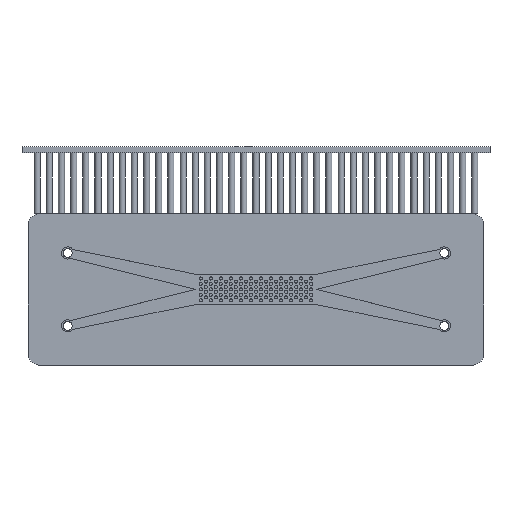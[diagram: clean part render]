
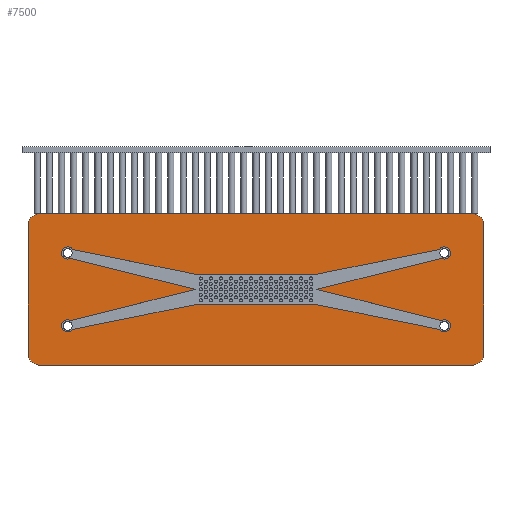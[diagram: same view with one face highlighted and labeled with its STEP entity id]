
A CAD part, top view. The second image highlights one B-rep face of the part: STEP entity #7500.
In plain terms, the highlighted planar face has unit normal (0, 0, 1).
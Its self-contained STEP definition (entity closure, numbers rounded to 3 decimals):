
#676=FACE_BOUND('',#2142,.T.);
#752=CIRCLE('',#7645,2.);
#761=CIRCLE('',#7657,2.);
#762=CIRCLE('',#7660,2.);
#763=CIRCLE('',#7663,2.);
#972=CIRCLE('',#8166,1.);
#974=CIRCLE('',#8171,1.);
#976=CIRCLE('',#8177,1.);
#978=CIRCLE('',#8182,1.);
#1472=FACE_OUTER_BOUND('',#2141,.T.);
#2141=EDGE_LOOP('',(#6797,#6798,#6799,#6800,#6801,#6802,#6803,#6804));
#2142=EDGE_LOOP('',(#6805,#6806,#6807,#6808,#6809,#6810,#6811,#6812,#6813,
#6814,#6815,#6816,#6817,#6818));
#2198=LINE('',#10426,#2702);
#2269=LINE('',#10904,#2773);
#2272=LINE('',#10912,#2776);
#2274=LINE('',#10918,#2778);
#2605=LINE('',#13276,#3109);
#2610=LINE('',#13290,#3114);
#2613=LINE('',#13296,#3117);
#2617=LINE('',#13308,#3121);
#2620=LINE('',#13314,#3124);
#2623=LINE('',#13320,#3127);
#2627=LINE('',#13332,#3131);
#2630=LINE('',#13338,#3134);
#2634=LINE('',#13350,#3138);
#2637=LINE('',#13355,#3141);
#2702=VECTOR('',#8538,10.);
#2773=VECTOR('',#8631,10.);
#2776=VECTOR('',#8640,10.);
#2778=VECTOR('',#8648,10.);
#3109=VECTOR('',#9979,10.);
#3114=VECTOR('',#9992,10.);
#3117=VECTOR('',#9997,10.);
#3121=VECTOR('',#10009,10.);
#3124=VECTOR('',#10014,10.);
#3127=VECTOR('',#10019,10.);
#3131=VECTOR('',#10031,10.);
#3134=VECTOR('',#10036,10.);
#3138=VECTOR('',#10048,10.);
#3141=VECTOR('',#10053,10.);
#3234=VERTEX_POINT('',#10411);
#3235=VERTEX_POINT('',#10412);
#3239=VERTEX_POINT('',#10424);
#3378=VERTEX_POINT('',#10898);
#3379=VERTEX_POINT('',#10902);
#3380=VERTEX_POINT('',#10906);
#3381=VERTEX_POINT('',#10910);
#3382=VERTEX_POINT('',#10914);
#3772=VERTEX_POINT('',#13274);
#3773=VERTEX_POINT('',#13275);
#3776=VERTEX_POINT('',#13283);
#3778=VERTEX_POINT('',#13289);
#3780=VERTEX_POINT('',#13295);
#3782=VERTEX_POINT('',#13301);
#3784=VERTEX_POINT('',#13307);
#3786=VERTEX_POINT('',#13313);
#3788=VERTEX_POINT('',#13319);
#3790=VERTEX_POINT('',#13325);
#3792=VERTEX_POINT('',#13331);
#3794=VERTEX_POINT('',#13337);
#3796=VERTEX_POINT('',#13343);
#3798=VERTEX_POINT('',#13349);
#3940=EDGE_CURVE('',#3234,#3235,#752,.T.);
#3948=EDGE_CURVE('',#3234,#3239,#2198,.T.);
#4088=EDGE_CURVE('',#3378,#3239,#761,.T.);
#4091=EDGE_CURVE('',#3378,#3379,#2269,.T.);
#4092=EDGE_CURVE('',#3380,#3379,#762,.T.);
#4095=EDGE_CURVE('',#3380,#3381,#2272,.T.);
#4096=EDGE_CURVE('',#3382,#3381,#763,.T.);
#4098=EDGE_CURVE('',#3382,#3235,#2274,.T.);
#4747=EDGE_CURVE('',#3772,#3773,#2605,.T.);
#4751=EDGE_CURVE('',#3776,#3772,#972,.T.);
#4754=EDGE_CURVE('',#3778,#3776,#2610,.T.);
#4757=EDGE_CURVE('',#3780,#3778,#2613,.T.);
#4760=EDGE_CURVE('',#3782,#3780,#974,.T.);
#4763=EDGE_CURVE('',#3784,#3782,#2617,.T.);
#4766=EDGE_CURVE('',#3786,#3784,#2620,.T.);
#4769=EDGE_CURVE('',#3788,#3786,#2623,.T.);
#4772=EDGE_CURVE('',#3790,#3788,#976,.T.);
#4775=EDGE_CURVE('',#3792,#3790,#2627,.T.);
#4778=EDGE_CURVE('',#3794,#3792,#2630,.T.);
#4781=EDGE_CURVE('',#3796,#3794,#978,.T.);
#4784=EDGE_CURVE('',#3798,#3796,#2634,.T.);
#4787=EDGE_CURVE('',#3773,#3798,#2637,.T.);
#6797=ORIENTED_EDGE('',*,*,#3940,.F.);
#6798=ORIENTED_EDGE('',*,*,#3948,.T.);
#6799=ORIENTED_EDGE('',*,*,#4088,.F.);
#6800=ORIENTED_EDGE('',*,*,#4091,.T.);
#6801=ORIENTED_EDGE('',*,*,#4092,.F.);
#6802=ORIENTED_EDGE('',*,*,#4095,.T.);
#6803=ORIENTED_EDGE('',*,*,#4096,.F.);
#6804=ORIENTED_EDGE('',*,*,#4098,.T.);
#6805=ORIENTED_EDGE('',*,*,#4747,.T.);
#6806=ORIENTED_EDGE('',*,*,#4787,.T.);
#6807=ORIENTED_EDGE('',*,*,#4784,.T.);
#6808=ORIENTED_EDGE('',*,*,#4781,.T.);
#6809=ORIENTED_EDGE('',*,*,#4778,.T.);
#6810=ORIENTED_EDGE('',*,*,#4775,.T.);
#6811=ORIENTED_EDGE('',*,*,#4772,.T.);
#6812=ORIENTED_EDGE('',*,*,#4769,.T.);
#6813=ORIENTED_EDGE('',*,*,#4766,.T.);
#6814=ORIENTED_EDGE('',*,*,#4763,.T.);
#6815=ORIENTED_EDGE('',*,*,#4760,.T.);
#6816=ORIENTED_EDGE('',*,*,#4757,.T.);
#6817=ORIENTED_EDGE('',*,*,#4754,.T.);
#6818=ORIENTED_EDGE('',*,*,#4751,.T.);
#7035=PLANE('',#8224);
#7500=ADVANCED_FACE('',(#1472,#676),#7035,.T.);
#7645=AXIS2_PLACEMENT_3D('',#10413,#8526,#8527);
#7657=AXIS2_PLACEMENT_3D('',#10899,#8625,#8626);
#7660=AXIS2_PLACEMENT_3D('',#10907,#8634,#8635);
#7663=AXIS2_PLACEMENT_3D('',#10915,#8643,#8644);
#8166=AXIS2_PLACEMENT_3D('',#13284,#9985,#9986);
#8171=AXIS2_PLACEMENT_3D('',#13302,#10002,#10003);
#8177=AXIS2_PLACEMENT_3D('',#13326,#10024,#10025);
#8182=AXIS2_PLACEMENT_3D('',#13344,#10041,#10042);
#8224=AXIS2_PLACEMENT_3D('',#13419,#10139,#10140);
#8526=DIRECTION('center_axis',(0.,0.,-1.));
#8527=DIRECTION('ref_axis',(0.707,0.707,0.));
#8538=DIRECTION('',(-1.,0.,0.));
#8625=DIRECTION('center_axis',(0.,0.,-1.));
#8626=DIRECTION('ref_axis',(-0.707,0.707,0.));
#8631=DIRECTION('',(0.,-1.,0.));
#8634=DIRECTION('center_axis',(0.,0.,-1.));
#8635=DIRECTION('ref_axis',(-0.707,-0.707,0.));
#8640=DIRECTION('',(1.,0.,0.));
#8643=DIRECTION('center_axis',(0.,0.,-1.));
#8644=DIRECTION('ref_axis',(0.707,-0.707,0.));
#8648=DIRECTION('',(0.,1.,0.));
#9979=DIRECTION('',(0.98,-0.198,0.));
#9985=DIRECTION('center_axis',(0.,0.,-1.));
#9986=DIRECTION('ref_axis',(1.,0.,0.));
#9992=DIRECTION('',(-0.97,0.243,0.));
#9997=DIRECTION('',(0.97,0.243,0.));
#10002=DIRECTION('center_axis',(0.,0.,-1.));
#10003=DIRECTION('ref_axis',(1.,0.,0.));
#10009=DIRECTION('',(-0.98,-0.198,0.));
#10014=DIRECTION('',(-1.,0.,0.));
#10019=DIRECTION('',(-0.98,0.198,0.));
#10024=DIRECTION('center_axis',(0.,0.,-1.));
#10025=DIRECTION('ref_axis',(1.,0.,0.));
#10031=DIRECTION('',(0.97,-0.243,0.));
#10036=DIRECTION('',(-0.97,-0.243,0.));
#10041=DIRECTION('center_axis',(0.,0.,-1.));
#10042=DIRECTION('ref_axis',(1.,0.,0.));
#10048=DIRECTION('',(0.98,0.198,0.));
#10053=DIRECTION('',(1.,0.,0.));
#10139=DIRECTION('center_axis',(0.,0.,1.));
#10140=DIRECTION('ref_axis',(1.,0.,0.));
#10411=CARTESIAN_POINT('',(35.5,12.5,1.5));
#10412=CARTESIAN_POINT('',(37.5,10.5,1.5));
#10413=CARTESIAN_POINT('Origin',(35.5,10.5,1.5));
#10424=CARTESIAN_POINT('',(-35.5,12.5,1.5));
#10426=CARTESIAN_POINT('',(37.5,12.5,1.5));
#10898=CARTESIAN_POINT('',(-37.5,10.5,1.5));
#10899=CARTESIAN_POINT('Origin',(-35.5,10.5,1.5));
#10902=CARTESIAN_POINT('',(-37.5,-10.5,1.5));
#10904=CARTESIAN_POINT('',(-37.5,12.5,1.5));
#10906=CARTESIAN_POINT('',(-35.5,-12.5,1.5));
#10907=CARTESIAN_POINT('Origin',(-35.5,-10.5,1.5));
#10910=CARTESIAN_POINT('',(35.5,-12.5,1.5));
#10912=CARTESIAN_POINT('',(-37.5,-12.5,1.5));
#10914=CARTESIAN_POINT('',(37.5,-10.5,1.5));
#10915=CARTESIAN_POINT('Origin',(35.5,-10.5,1.5));
#10918=CARTESIAN_POINT('',(37.5,-12.5,1.5));
#13274=CARTESIAN_POINT('',(-30.19,6.586,1.5));
#13275=CARTESIAN_POINT('',(-10.,2.5,1.5));
#13276=CARTESIAN_POINT('',(-15.049,3.522,1.5));
#13283=CARTESIAN_POINT('',(-30.511,5.128,1.5));
#13284=CARTESIAN_POINT('Origin',(-31.,6.,1.5));
#13289=CARTESIAN_POINT('',(-10.,0.,1.5));
#13290=CARTESIAN_POINT('',(-5.294,-1.176,1.5));
#13295=CARTESIAN_POINT('',(-30.511,-5.128,1.5));
#13296=CARTESIAN_POINT('',(-15.55,-1.387,1.5));
#13301=CARTESIAN_POINT('',(-30.19,-6.586,1.5));
#13302=CARTESIAN_POINT('Origin',(-31.,-6.,1.5));
#13307=CARTESIAN_POINT('',(-10.,-2.5,1.5));
#13308=CARTESIAN_POINT('',(-4.954,-1.479,1.5));
#13313=CARTESIAN_POINT('',(10.,-2.5,1.5));
#13314=CARTESIAN_POINT('',(5.,-2.5,1.5));
#13319=CARTESIAN_POINT('',(30.19,-6.586,1.5));
#13320=CARTESIAN_POINT('',(15.049,-3.522,1.5));
#13325=CARTESIAN_POINT('',(30.511,-5.128,1.5));
#13326=CARTESIAN_POINT('Origin',(31.,-6.,1.5));
#13331=CARTESIAN_POINT('',(10.,0.,1.5));
#13332=CARTESIAN_POINT('',(5.294,1.176,1.5));
#13337=CARTESIAN_POINT('',(30.511,5.128,1.5));
#13338=CARTESIAN_POINT('',(15.55,1.387,1.5));
#13343=CARTESIAN_POINT('',(30.19,6.586,1.5));
#13344=CARTESIAN_POINT('Origin',(31.,6.,1.5));
#13349=CARTESIAN_POINT('',(10.,2.5,1.5));
#13350=CARTESIAN_POINT('',(4.954,1.479,1.5));
#13355=CARTESIAN_POINT('',(-5.,2.5,1.5));
#13419=CARTESIAN_POINT('Origin',(0.,0.,1.5));
